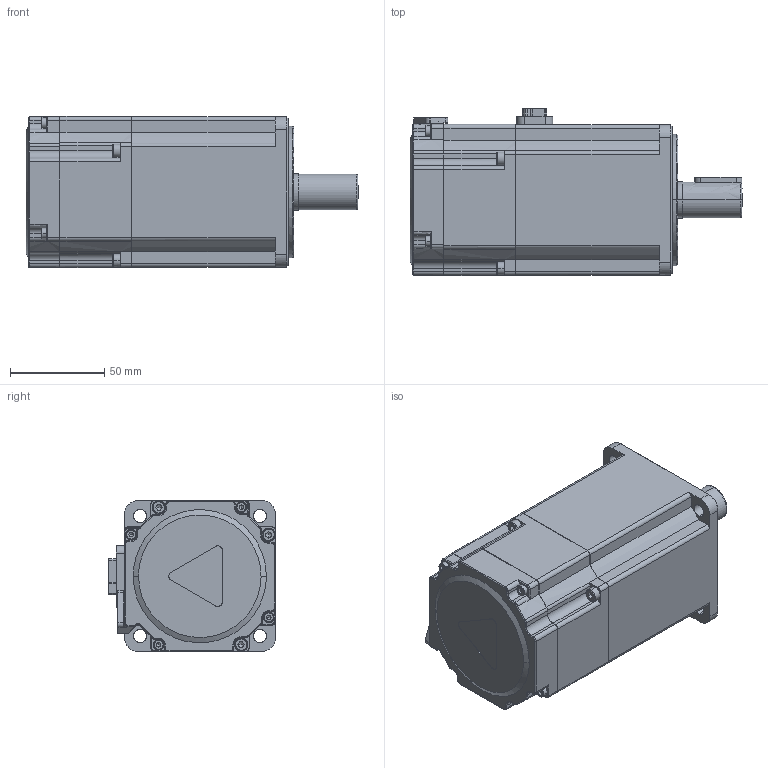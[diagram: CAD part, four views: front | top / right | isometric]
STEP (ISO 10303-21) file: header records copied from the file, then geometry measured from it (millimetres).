
FILE_DESCRIPTION (( 'STEP AP203' ), '1' );
FILE_NAME ('750W湍价陬.STEP', '2024-05-22T06:58:30', ( 'Windows 蚚誧' ), ( '' ), 'SwSTEP 2.0', 'SolidWorks 2020', '' );
FILE_SCHEMA (( 'CONFIG_CONTROL_DESIGN' ));
Length unit declared in the file: millimetre
Products named in the file (13): 750W湍价陬.IGS; 平键(6×6×25.IGS; 1030003 深沟球轴承6202-2Z.IGS; 1040151_V1.1.IGS; M3｡ﾁ10.IGS; 蚐猾ㄗ趹伎ㄘ.IGS; 1010442 v1.6.IGS; 80晤鎢ん欶赽.IGS; 1020137-1.2-蜊6300粣創.IGS; 1030065 深沟球轴承6300-2Z.IGS; 750W湍价陬; 1060169 三竹接插件底座组件（底座带刹车 （MC6P 长度13mm21mm150mm））.IGS; 1030285 内六角圆柱头螺钉（M4×10碳钢 (镀蓝白锌-10.9级)）.IGS
Assembly tree (18 placements, depth 3):
  750W湍价陬
    750W湍价陬.IGS
      1040151_V1.1.IGS
      1010442 v1.6.IGS
      1030003 深沟球轴承6202-2Z.IGS
      1020137-1.2-蜊6300粣創.IGS
      1030065 深沟球轴承6300-2Z.IGS
      1060169 三竹接插件底座组件（底座带刹车 （MC6P 长度13mm21mm150mm））.IGS
      80晤鎢ん欶赽.IGS
      M3｡ﾁ10.IGS  x4
      1030285 内六角圆柱头螺钉（M4×10碳钢 (镀蓝白锌-10.9级)）.IGS  x4
      平键(6×6×25.IGS
      蚐猾ㄗ趹伎ㄘ.IGS
Bounding box: 176.2 x 88.7 x 80.2 mm (x, y, z)
Volume: 257716.3 mm3; surface area: 151364.5 mm2
Topology: 15 solids, 21 shells, 2719 faces, 7398 edges, 4668 vertices
Faces by surface type: bspline 2719
Entity records: 110440 total; most frequent: CARTESIAN_POINT 68042, ORIENTED_EDGE 13938, EDGE_CURVE 6981, B_SPLINE_CURVE_WITH_KNOTS 5736, VERTEX_POINT 4470, EDGE_LOOP 2777, FACE_OUTER_BOUND 2569, ADVANCED_FACE 2569
